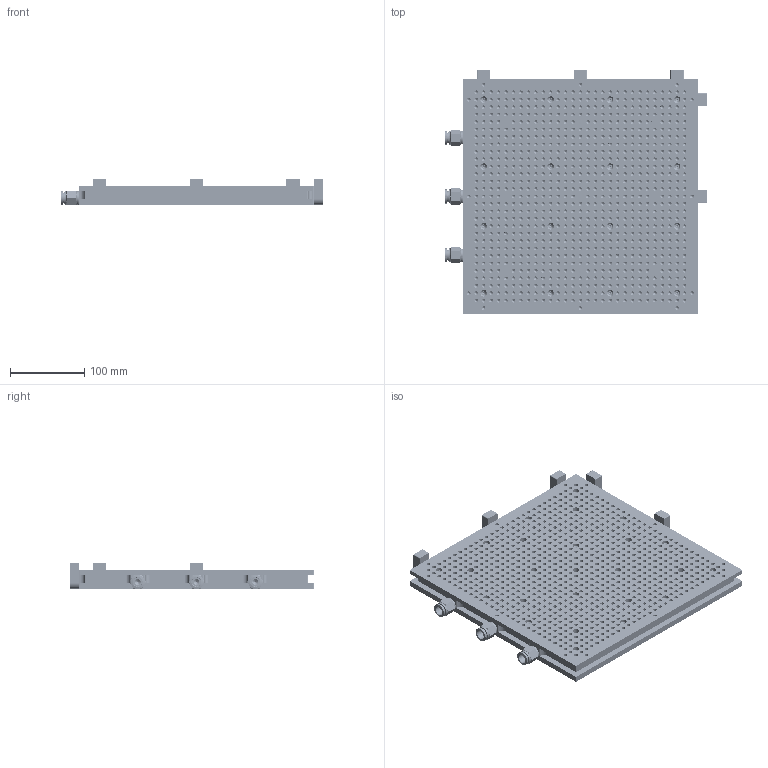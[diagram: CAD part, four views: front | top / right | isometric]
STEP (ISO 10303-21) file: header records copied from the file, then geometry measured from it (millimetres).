
FILE_DESCRIPTION(/* description */ ('Alibre Inc.'),/* implementation_level */ '2;1');
FILE_NAME(/* name */ 'export-EEBC8AFD-DFC7-4DC8-BBAD-04234A74BC59',/* time_stamp */ '2022-05-17T15:21:00+02:00',/* author */ (''),/* organization */ (''),/* preprocessor_version */ 'ST-DEVELOPER v17',/* originating_system */ 'Alibre',/* authorisation */ '');
FILE_SCHEMA (('AUTOMOTIVE_DESIGN'));
Length unit declared in the file: millimetre
Products named in the file (5): Anschlag GAL PRO; 1_4'''' 12mm_Timmer; BP-VT3030GR; DP-VT3030GR; VT3030GR
Bounding box: 351.75 x 328 x 36 mm (x, y, z)
Volume: 2394898 mm3; surface area: 538398.2 mm2
Topology: 10 solids, 10 shells, 5556 faces, 13034 edges, 7495 vertices
Faces by surface type: cylinder 3574, cone 1808, plane 168, torus 6
Entity records: 156420 total; most frequent: DIRECTION 30339, CARTESIAN_POINT 25313, ORIENTED_EDGE 25184, EDGE_CURVE 12592, AXIS2_PLACEMENT_3D 12477, VERTEX_POINT 7265, EDGE_LOOP 7133, FACE_BOUND 7133
